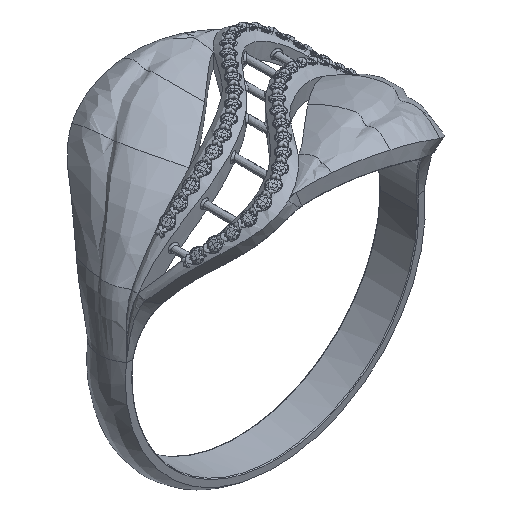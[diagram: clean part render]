
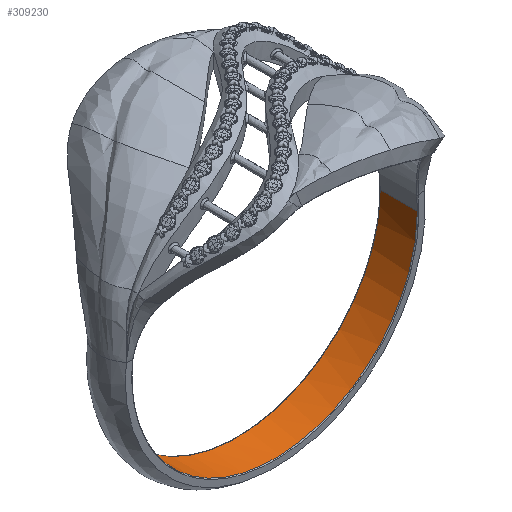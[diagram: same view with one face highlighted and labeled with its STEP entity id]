
A CAD part, isometric view. The second image highlights one B-rep face of the part: STEP entity #309230.
In plain terms, the highlighted free-form (B-spline) face has degree [2, 1] with [5, 2] control points.
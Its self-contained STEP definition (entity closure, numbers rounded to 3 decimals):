
#308492 = VERTEX_POINT('',#308493);
#308493 = CARTESIAN_POINT('',(8.64,16.39,
    -3.5));
#309153 = VERTEX_POINT('',#309154);
#309154 = CARTESIAN_POINT('',(8.64,14.164,
    -3.5));
#309160 = EDGE_CURVE('',#309153,#309161,#309163,.T.);
#309161 = VERTEX_POINT('',#309162);
#309162 = CARTESIAN_POINT('',(-8.428,14.164,
    -3.5));
#309163 = ( BOUNDED_CURVE() B_SPLINE_CURVE(3,(#309164,#309165,#309166,
    #309167,#309168,#309169,#309170,#309171,#309172,#309173,#309174),
.UNSPECIFIED.,.F.,.F.) B_SPLINE_CURVE_WITH_KNOTS((4,1,1,1,1,1,1,1,4),(0.
    ,3.753,7.506,11.258,15.011,
    18.764,22.517,26.27,29.073),
.UNSPECIFIED.) CURVE() GEOMETRIC_REPRESENTATION_ITEM() 
RATIONAL_B_SPLINE_CURVE((1.,1.,1.,1.,1.,1.,1.,1.,1.,1.,1.)) 
REPRESENTATION_ITEM('') );
#309164 = CARTESIAN_POINT('',(8.64,14.164,
    -3.5));
#309165 = CARTESIAN_POINT('',(8.641,14.164,
    -4.653));
#309166 = CARTESIAN_POINT('',(8.166,14.164,
    -6.96));
#309167 = CARTESIAN_POINT('',(6.148,14.164,
    -9.859));
#309168 = CARTESIAN_POINT('',(3.149,14.164,
    -11.727));
#309169 = CARTESIAN_POINT('',(-0.344,14.164,
    -12.26));
#309170 = CARTESIAN_POINT('',(-3.763,14.164,
    -11.372));
#309171 = CARTESIAN_POINT('',(-6.555,14.164,
    -9.207));
#309172 = CARTESIAN_POINT('',(-8.121,14.164,
    -6.377));
#309173 = CARTESIAN_POINT('',(-8.427,14.164,
    -4.361));
#309174 = CARTESIAN_POINT('',(-8.428,14.164,
    -3.5));
#309230 = ADVANCED_FACE('',(#309231),#309254,.F.);
#309231 = FACE_BOUND('',#309232,.F.);
#309232 = EDGE_LOOP('',(#309233,#309240,#309248,#309253));
#309233 = ORIENTED_EDGE('',*,*,#309234,.T.);
#309234 = EDGE_CURVE('',#309161,#309235,#309237,.T.);
#309235 = VERTEX_POINT('',#309236);
#309236 = CARTESIAN_POINT('',(-8.428,16.39,
    -3.5));
#309237 = B_SPLINE_CURVE_WITH_KNOTS('',1,(#309238,#309239),
  .UNSPECIFIED.,.F.,.F.,(2,2),(5.806,8.194),
  .PIECEWISE_BEZIER_KNOTS.);
#309238 = CARTESIAN_POINT('',(-8.428,14.164,
    -3.5));
#309239 = CARTESIAN_POINT('',(-8.428,16.39,
    -3.5));
#309240 = ORIENTED_EDGE('',*,*,#309241,.T.);
#309241 = EDGE_CURVE('',#309235,#308492,#309242,.T.);
#309242 = ( BOUNDED_CURVE() B_SPLINE_CURVE(2,(#309243,#309244,#309245,
#309246,#309247),.UNSPECIFIED.,.F.,.F.) B_SPLINE_CURVE_WITH_KNOTS((3,2,3
    ),(0.949,15.486,30.023),.UNSPECIFIED.) 
CURVE() GEOMETRIC_REPRESENTATION_ITEM() RATIONAL_B_SPLINE_CURVE((1.,
0.707,1.,0.707,1.)) REPRESENTATION_ITEM('') );
#309243 = CARTESIAN_POINT('',(-8.428,16.39,
    -3.5));
#309244 = CARTESIAN_POINT('',(-8.428,16.39,
    -12.034));
#309245 = CARTESIAN_POINT('',(0.106,16.39,
    -12.034));
#309246 = CARTESIAN_POINT('',(8.64,16.39,
    -12.034));
#309247 = CARTESIAN_POINT('',(8.64,16.39,
    -3.5));
#309248 = ORIENTED_EDGE('',*,*,#309249,.F.);
#309249 = EDGE_CURVE('',#309153,#308492,#309250,.T.);
#309250 = B_SPLINE_CURVE_WITH_KNOTS('',1,(#309251,#309252),
  .UNSPECIFIED.,.F.,.F.,(2,2),(5.806,8.194),
  .PIECEWISE_BEZIER_KNOTS.);
#309251 = CARTESIAN_POINT('',(8.64,14.164,
    -3.5));
#309252 = CARTESIAN_POINT('',(8.64,16.39,
    -3.5));
#309253 = ORIENTED_EDGE('',*,*,#309160,.T.);
#309254 = ( BOUNDED_SURFACE() B_SPLINE_SURFACE(2,1,(
    (#309255,#309256)
    ,(#309257,#309258)
    ,(#309259,#309260)
    ,(#309261,#309262)
    ,(#309263,#309264
)),.UNSPECIFIED.,.F.,.F.,.F.) B_SPLINE_SURFACE_WITH_KNOTS((3,2,3),(2,2),
  (1.571,3.142,4.712),(-1.201,
    1.201),.PIECEWISE_BEZIER_KNOTS.) 
GEOMETRIC_REPRESENTATION_ITEM() RATIONAL_B_SPLINE_SURFACE((
    (1.,1.)
    ,(0.707,0.707)
    ,(1.,1.)
    ,(0.707,0.707)
,(1.,1.))) REPRESENTATION_ITEM('') SURFACE() );
#309255 = CARTESIAN_POINT('',(8.64,14.164,
    -3.5));
#309256 = CARTESIAN_POINT('',(8.64,16.39,
    -3.5));
#309257 = CARTESIAN_POINT('',(8.64,14.164,
    -12.034));
#309258 = CARTESIAN_POINT('',(8.64,16.39,
    -12.034));
#309259 = CARTESIAN_POINT('',(0.106,14.164,
    -12.034));
#309260 = CARTESIAN_POINT('',(0.106,16.39,
    -12.034));
#309261 = CARTESIAN_POINT('',(-8.428,14.164,
    -12.034));
#309262 = CARTESIAN_POINT('',(-8.428,16.39,
    -12.034));
#309263 = CARTESIAN_POINT('',(-8.428,14.164,
    -3.5));
#309264 = CARTESIAN_POINT('',(-8.428,16.39,
    -3.5));
